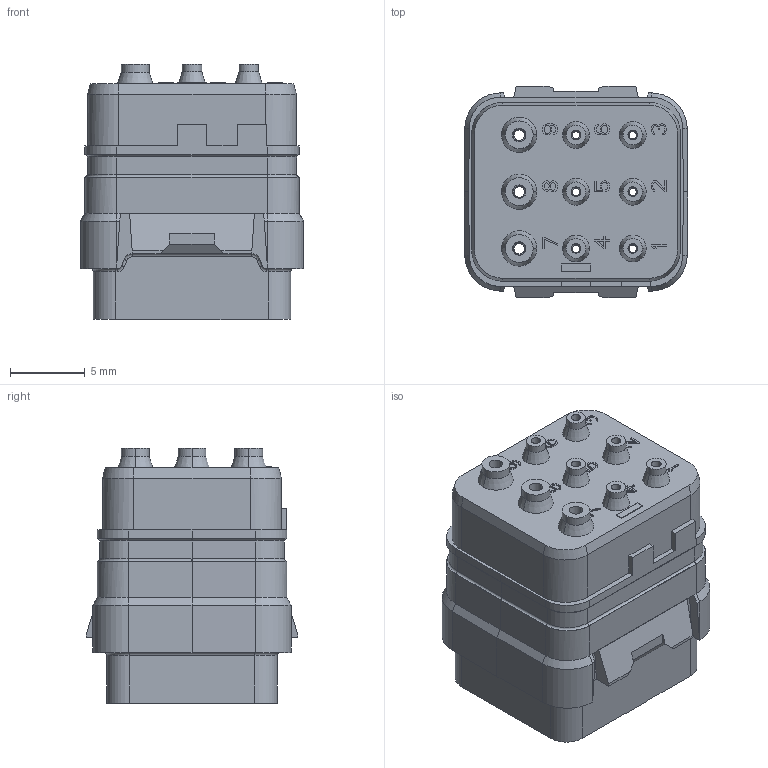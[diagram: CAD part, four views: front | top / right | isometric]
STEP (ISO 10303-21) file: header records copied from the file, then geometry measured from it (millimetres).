
FILE_DESCRIPTION((''),'2;1');
FILE_NAME('SIMM0936PC','2020-01-23T',('presta_be4'),(''),'CREO PARAMETRIC BY PTC INC, 2018360','CREO PARAMETRIC BY PTC INC, 2018360','');
FILE_SCHEMA(('CONFIG_CONTROL_DESIGN'));
Length unit declared in the file: millimetre
Products named in the file (1): SIMM0936PC
Bounding box: 15 x 14.2 x 17.18 mm (x, y, z)
Volume: 2118.4 mm3; surface area: 2398.3 mm2
Topology: 1 solids, 1 shells, 1555 faces, 3880 edges, 2414 vertices
Faces by surface type: plane 875, cylinder 292, torus 182, cone 152, bspline 54
Entity records: 46510 total; most frequent: CARTESIAN_POINT 8784, DIRECTION 7957, ORIENTED_EDGE 7760, EDGE_CURVE 3880, VECTOR 2773, LINE 2773, AXIS2_PLACEMENT_3D 2592, VERTEX_POINT 2414
